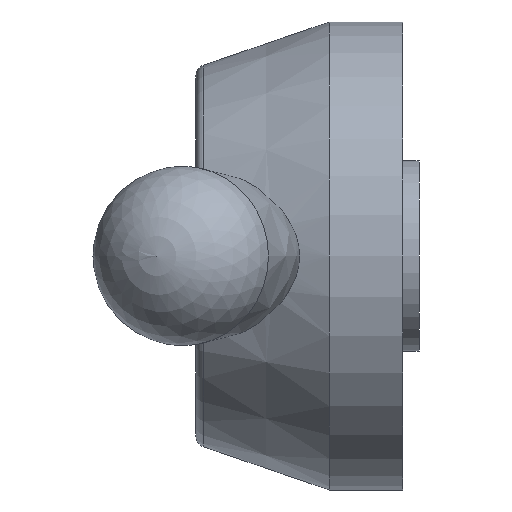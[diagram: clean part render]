
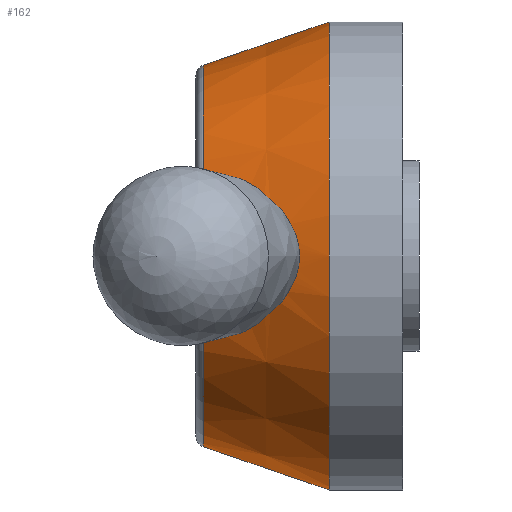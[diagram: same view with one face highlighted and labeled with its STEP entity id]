
A CAD part, front view. The second image highlights one B-rep face of the part: STEP entity #162.
In plain terms, the highlighted conical face has half-angle 18.947 degrees and reference radius 35.879 mm.
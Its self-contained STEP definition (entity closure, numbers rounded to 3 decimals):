
#162=ADVANCED_FACE('',(#250,#221,#222,#223),#198,.T.);
#198=CONICAL_SURFACE('',#604,35.879,18.947);
#201=B_SPLINE_CURVE_WITH_KNOTS('',3,(#811,#812,#813,#814),.UNSPECIFIED.,
.F.,.F.,(4,4),(0.,1.),.UNSPECIFIED.);
#202=B_SPLINE_CURVE_WITH_KNOTS('',3,(#817,#818,#819,#820,#821,#822,#823,
#824,#825,#826),.UNSPECIFIED.,.F.,.F.,(4,2,2,2,4),(0.,0.25,0.5,0.75,1.),
.UNSPECIFIED.);
#203=B_SPLINE_CURVE_WITH_KNOTS('',3,(#828,#829,#830,#831),.UNSPECIFIED.,
.F.,.F.,(4,4),(0.,1.),.UNSPECIFIED.);
#204=B_SPLINE_CURVE_WITH_KNOTS('',3,(#833,#834,#835,#836,#837,#838),.UNSPECIFIED.,
.F.,.F.,(4,2,4),(0.,0.5,1.),.UNSPECIFIED.);
#205=B_SPLINE_CURVE_WITH_KNOTS('',3,(#839,#840,#841,#842,#843,#844,#845,
#846,#847,#848),.UNSPECIFIED.,.F.,.F.,(4,2,2,2,4),(0.,0.25,0.5,0.75,1.),
.UNSPECIFIED.);
#206=B_SPLINE_CURVE_WITH_KNOTS('',3,(#851,#852,#853,#854),.UNSPECIFIED.,
.F.,.F.,(4,4),(0.,1.),.UNSPECIFIED.);
#207=B_SPLINE_CURVE_WITH_KNOTS('',3,(#856,#857,#858,#859,#860,#861),.UNSPECIFIED.,
.F.,.F.,(4,2,4),(0.,0.5,1.),.UNSPECIFIED.);
#208=B_SPLINE_CURVE_WITH_KNOTS('',3,(#863,#864,#865,#866),.UNSPECIFIED.,
.F.,.F.,(4,4),(0.,1.),.UNSPECIFIED.);
#221=FACE_BOUND('',#278,.T.);
#222=FACE_BOUND('',#279,.T.);
#223=FACE_BOUND('',#280,.T.);
#250=FACE_OUTER_BOUND('',#277,.T.);
#277=EDGE_LOOP('',(#333));
#278=EDGE_LOOP('',(#334));
#279=EDGE_LOOP('',(#335,#336,#337,#338));
#280=EDGE_LOOP('',(#339,#340,#341,#342));
#333=ORIENTED_EDGE('',*,*,#509,.T.);
#334=ORIENTED_EDGE('',*,*,#510,.F.);
#335=ORIENTED_EDGE('',*,*,#511,.F.);
#336=ORIENTED_EDGE('',*,*,#512,.T.);
#337=ORIENTED_EDGE('',*,*,#513,.F.);
#338=ORIENTED_EDGE('',*,*,#514,.T.);
#339=ORIENTED_EDGE('',*,*,#515,.F.);
#340=ORIENTED_EDGE('',*,*,#516,.F.);
#341=ORIENTED_EDGE('',*,*,#517,.F.);
#342=ORIENTED_EDGE('',*,*,#518,.F.);
#461=VERTEX_POINT('',#808);
#462=VERTEX_POINT('',#810);
#463=VERTEX_POINT('',#815);
#464=VERTEX_POINT('',#816);
#465=VERTEX_POINT('',#827);
#466=VERTEX_POINT('',#832);
#467=VERTEX_POINT('',#849);
#468=VERTEX_POINT('',#850);
#469=VERTEX_POINT('',#855);
#470=VERTEX_POINT('',#862);
#509=EDGE_CURVE('',#461,#461,#573,.T.);
#510=EDGE_CURVE('',#462,#462,#574,.T.);
#511=EDGE_CURVE('',#463,#464,#201,.T.);
#512=EDGE_CURVE('',#463,#465,#202,.T.);
#513=EDGE_CURVE('',#466,#465,#203,.T.);
#514=EDGE_CURVE('',#466,#464,#204,.T.);
#515=EDGE_CURVE('',#467,#468,#205,.T.);
#516=EDGE_CURVE('',#469,#467,#206,.T.);
#517=EDGE_CURVE('',#470,#469,#207,.T.);
#518=EDGE_CURVE('',#468,#470,#208,.T.);
#573=CIRCLE('',#602,43.);
#574=CIRCLE('',#603,35.053);
#602=AXIS2_PLACEMENT_3D('',#807,#666,#667);
#603=AXIS2_PLACEMENT_3D('',#809,#668,#669);
#604=AXIS2_PLACEMENT_3D('',#867,#670,#671);
#666=DIRECTION('',(-1.,0.,0.));
#667=DIRECTION('',(0.,0.,1.));
#668=DIRECTION('',(-1.,0.,0.));
#669=DIRECTION('',(0.,0.,1.));
#670=DIRECTION('',(1.,0.,0.));
#671=DIRECTION('',(0.,0.,-1.));
#807=CARTESIAN_POINT('',(418.5,353.5,0.));
#808=CARTESIAN_POINT('',(418.5,353.5,43.));
#809=CARTESIAN_POINT('',(395.351,353.5,0.));
#810=CARTESIAN_POINT('',(395.351,353.5,35.053));
#811=CARTESIAN_POINT('',(406.678,315.37,7.911));
#812=CARTESIAN_POINT('',(404.913,315.91,7.53));
#813=CARTESIAN_POINT('',(403.151,316.449,7.136));
#814=CARTESIAN_POINT('',(401.393,316.986,6.722));
#815=CARTESIAN_POINT('',(406.678,315.37,7.911));
#816=CARTESIAN_POINT('',(401.393,316.986,6.722));
#817=CARTESIAN_POINT('',(406.678,315.37,7.911));
#818=CARTESIAN_POINT('',(408.449,314.69,7.627));
#819=CARTESIAN_POINT('',(410.038,313.933,6.658));
#820=CARTESIAN_POINT('',(412.273,312.786,3.79));
#821=CARTESIAN_POINT('',(412.9,312.422,1.899));
#822=CARTESIAN_POINT('',(412.899,312.423,-1.902));
#823=CARTESIAN_POINT('',(412.266,312.79,-3.802));
#824=CARTESIAN_POINT('',(410.041,313.932,-6.653));
#825=CARTESIAN_POINT('',(408.427,314.699,-7.63));
#826=CARTESIAN_POINT('',(406.678,315.37,-7.911));
#827=CARTESIAN_POINT('',(406.678,315.37,-7.911));
#828=CARTESIAN_POINT('',(401.393,316.986,-6.722));
#829=CARTESIAN_POINT('',(403.151,316.449,-7.136));
#830=CARTESIAN_POINT('',(404.913,315.91,-7.53));
#831=CARTESIAN_POINT('',(406.678,315.37,-7.911));
#832=CARTESIAN_POINT('',(401.393,316.986,-6.722));
#833=CARTESIAN_POINT('',(401.393,316.986,-6.722));
#834=CARTESIAN_POINT('',(399.214,317.482,-5.284));
#835=CARTESIAN_POINT('',(397.756,317.621,-2.672));
#836=CARTESIAN_POINT('',(397.759,317.62,2.681));
#837=CARTESIAN_POINT('',(399.2,317.485,5.275));
#838=CARTESIAN_POINT('',(401.393,316.986,6.722));
#839=CARTESIAN_POINT('',(406.678,391.63,7.911));
#840=CARTESIAN_POINT('',(408.449,392.31,7.627));
#841=CARTESIAN_POINT('',(410.038,393.067,6.658));
#842=CARTESIAN_POINT('',(412.273,394.214,3.79));
#843=CARTESIAN_POINT('',(412.9,394.578,1.899));
#844=CARTESIAN_POINT('',(412.899,394.577,-1.902));
#845=CARTESIAN_POINT('',(412.266,394.21,-3.802));
#846=CARTESIAN_POINT('',(410.041,393.068,-6.653));
#847=CARTESIAN_POINT('',(408.427,392.301,-7.63));
#848=CARTESIAN_POINT('',(406.678,391.63,-7.911));
#849=CARTESIAN_POINT('',(406.678,391.63,7.911));
#850=CARTESIAN_POINT('',(406.678,391.63,-7.911));
#851=CARTESIAN_POINT('',(401.393,390.014,6.722));
#852=CARTESIAN_POINT('',(403.151,390.551,7.136));
#853=CARTESIAN_POINT('',(404.913,391.09,7.53));
#854=CARTESIAN_POINT('',(406.678,391.63,7.911));
#855=CARTESIAN_POINT('',(401.393,390.014,6.722));
#856=CARTESIAN_POINT('',(401.393,390.014,-6.722));
#857=CARTESIAN_POINT('',(399.214,389.518,-5.284));
#858=CARTESIAN_POINT('',(397.756,389.379,-2.672));
#859=CARTESIAN_POINT('',(397.759,389.38,2.681));
#860=CARTESIAN_POINT('',(399.2,389.515,5.275));
#861=CARTESIAN_POINT('',(401.393,390.014,6.722));
#862=CARTESIAN_POINT('',(401.393,390.014,-6.722));
#863=CARTESIAN_POINT('',(406.678,391.63,-7.911));
#864=CARTESIAN_POINT('',(404.913,391.09,-7.53));
#865=CARTESIAN_POINT('',(403.151,390.551,-7.136));
#866=CARTESIAN_POINT('',(401.393,390.014,-6.722));
#867=CARTESIAN_POINT('',(397.757,353.5,0.));
